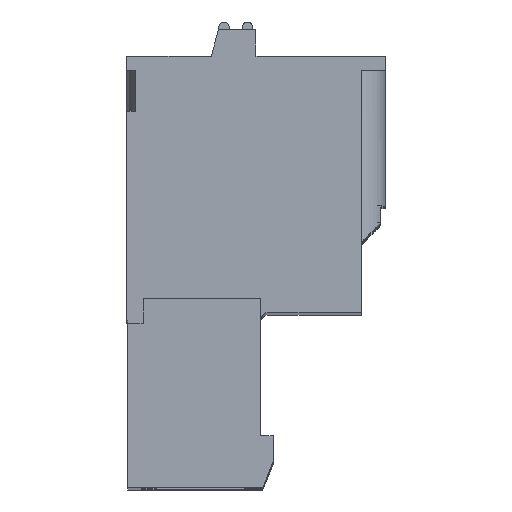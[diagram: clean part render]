
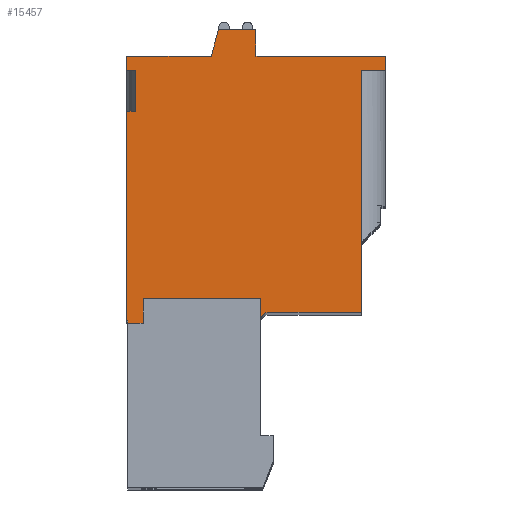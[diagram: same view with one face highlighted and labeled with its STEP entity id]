
A CAD part, top view. The second image highlights one B-rep face of the part: STEP entity #15457.
In plain terms, the highlighted planar face has unit normal (0, 0, 1).
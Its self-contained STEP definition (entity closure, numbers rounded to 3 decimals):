
#729=DIRECTION('',(0.,1.,0.));
#730=VECTOR('',#729,1.3);
#731=CARTESIAN_POINT('',(3.741,-4.022,2.5));
#732=LINE('',#731,#730);
#733=DIRECTION('',(-1.,0.,0.));
#734=VECTOR('',#733,6.8);
#735=CARTESIAN_POINT('',(3.741,-2.722,2.5));
#736=LINE('',#735,#734);
#737=DIRECTION('',(0.,-1.,0.));
#738=VECTOR('',#737,1.45);
#739=CARTESIAN_POINT('',(-3.059,-2.722,2.5));
#740=LINE('',#739,#738);
#741=DIRECTION('',(-1.,0.,0.));
#742=VECTOR('',#741,0.9);
#743=CARTESIAN_POINT('',(-3.059,-4.172,2.5));
#744=LINE('',#743,#742);
#745=DIRECTION('',(0.,-1.,0.));
#746=VECTOR('',#745,0.15);
#747=CARTESIAN_POINT('',(-3.959,-4.022,2.5));
#748=LINE('',#747,#746);
#749=DIRECTION('',(1.,0.,0.));
#750=VECTOR('',#749,0.05);
#751=CARTESIAN_POINT('',(-4.009,-4.022,2.5));
#752=LINE('',#751,#750);
#753=DIRECTION('',(0.,-1.,0.));
#754=VECTOR('',#753,12.15);
#755=CARTESIAN_POINT('',(-4.009,8.128,2.5));
#756=LINE('',#755,#754);
#757=DIRECTION('',(1.,0.,0.));
#758=VECTOR('',#757,0.5);
#759=CARTESIAN_POINT('',(-4.009,8.128,2.5));
#760=LINE('',#759,#758);
#761=DIRECTION('',(0.,-1.,0.));
#762=VECTOR('',#761,2.4);
#763=CARTESIAN_POINT('',(-3.509,10.528,2.5));
#764=LINE('',#763,#762);
#765=DIRECTION('',(1.,0.,0.));
#766=VECTOR('',#765,0.5);
#767=CARTESIAN_POINT('',(-4.009,10.528,2.5));
#768=LINE('',#767,#766);
#769=DIRECTION('',(0.,-1.,0.));
#770=VECTOR('',#769,0.8);
#771=CARTESIAN_POINT('',(-4.009,11.328,2.5));
#772=LINE('',#771,#770);
#773=DIRECTION('',(-1.,0.,0.));
#774=VECTOR('',#773,4.907);
#775=CARTESIAN_POINT('',(0.898,11.328,2.5));
#776=LINE('',#775,#774);
#777=DIRECTION('',(-0.259,-0.966,0.));
#778=VECTOR('',#777,1.605);
#779=CARTESIAN_POINT('',(1.313,12.878,2.5));
#780=LINE('',#779,#778);
#781=DIRECTION('',(-1.,0.,0.));
#782=VECTOR('',#781,2.178);
#783=CARTESIAN_POINT('',(3.491,12.878,2.5));
#784=LINE('',#783,#782);
#785=DIRECTION('',(0.,1.,0.));
#786=VECTOR('',#785,1.55);
#787=CARTESIAN_POINT('',(3.491,11.328,2.5));
#788=LINE('',#787,#786);
#789=DIRECTION('',(-1.,0.,0.));
#790=VECTOR('',#789,7.5);
#791=CARTESIAN_POINT('',(10.991,11.328,2.5));
#792=LINE('',#791,#790);
#793=DIRECTION('',(0.,1.,0.));
#794=VECTOR('',#793,0.8);
#795=CARTESIAN_POINT('',(10.991,10.528,2.5));
#796=LINE('',#795,#794);
#797=DIRECTION('',(-1.,0.,0.));
#798=VECTOR('',#797,1.4);
#799=CARTESIAN_POINT('',(10.991,10.528,2.5));
#800=LINE('',#799,#798);
#801=DIRECTION('',(1.,0.,0.));
#802=VECTOR('',#801,5.35);
#803=CARTESIAN_POINT('',(4.241,-3.522,2.5));
#804=LINE('',#803,#802);
#805=CARTESIAN_POINT('',(4.241,-4.022,2.5));
#806=DIRECTION('',(0.,0.,-1.));
#807=DIRECTION('',(-1.,0.,0.));
#808=AXIS2_PLACEMENT_3D('',#805,#806,#807);
#3768=DIRECTION('',(0.,1.,0.));
#3769=VECTOR('',#3768,14.05);
#3770=CARTESIAN_POINT('',(9.591,-3.522,2.5));
#3771=LINE('',#3770,#3769);
#11390=CARTESIAN_POINT('',(-4.009,-4.022,2.5));
#11391=CARTESIAN_POINT('',(-3.959,-4.022,2.5));
#11392=VERTEX_POINT('',#11390);
#11393=VERTEX_POINT('',#11391);
#11394=CARTESIAN_POINT('',(4.241,-3.522,2.5));
#11395=CARTESIAN_POINT('',(9.591,-3.522,2.5));
#11396=VERTEX_POINT('',#11394);
#11397=VERTEX_POINT('',#11395);
#11398=CARTESIAN_POINT('',(10.991,11.328,2.5));
#11399=CARTESIAN_POINT('',(3.491,11.328,2.5));
#11400=VERTEX_POINT('',#11398);
#11401=VERTEX_POINT('',#11399);
#11402=CARTESIAN_POINT('',(3.491,12.878,2.5));
#11403=VERTEX_POINT('',#11402);
#11404=CARTESIAN_POINT('',(1.313,12.878,2.5));
#11405=VERTEX_POINT('',#11404);
#11406=CARTESIAN_POINT('',(0.898,11.328,2.5));
#11407=VERTEX_POINT('',#11406);
#11408=CARTESIAN_POINT('',(-4.009,11.328,2.5));
#11409=VERTEX_POINT('',#11408);
#11414=CARTESIAN_POINT('',(10.991,10.528,2.5));
#11415=CARTESIAN_POINT('',(9.591,10.528,2.5));
#11416=VERTEX_POINT('',#11414);
#11417=VERTEX_POINT('',#11415);
#11532=CARTESIAN_POINT('',(3.741,-4.022,2.5));
#11533=CARTESIAN_POINT('',(3.741,-2.722,2.5));
#11534=VERTEX_POINT('',#11532);
#11535=VERTEX_POINT('',#11533);
#11536=CARTESIAN_POINT('',(-3.059,-2.722,2.5));
#11537=VERTEX_POINT('',#11536);
#11538=CARTESIAN_POINT('',(-3.059,-4.172,2.5));
#11539=VERTEX_POINT('',#11538);
#11540=CARTESIAN_POINT('',(-3.959,-4.172,2.5));
#11541=VERTEX_POINT('',#11540);
#11546=CARTESIAN_POINT('',(-4.009,10.528,2.5));
#11547=CARTESIAN_POINT('',(-3.509,10.528,2.5));
#11548=VERTEX_POINT('',#11546);
#11549=VERTEX_POINT('',#11547);
#11550=CARTESIAN_POINT('',(-4.009,8.128,2.5));
#11551=CARTESIAN_POINT('',(-3.509,8.128,2.5));
#11552=VERTEX_POINT('',#11550);
#11553=VERTEX_POINT('',#11551);
#15411=CARTESIAN_POINT('',(0.,0.,2.5));
#15412=DIRECTION('',(0.,0.,1.));
#15413=DIRECTION('',(1.,0.,0.));
#15414=AXIS2_PLACEMENT_3D('',#15411,#15412,#15413);
#15415=PLANE('',#15414);
#15416=ORIENTED_EDGE('',*,*,#15392,.T.);
#15418=ORIENTED_EDGE('',*,*,#15417,.T.);
#15420=ORIENTED_EDGE('',*,*,#15419,.T.);
#15422=ORIENTED_EDGE('',*,*,#15421,.T.);
#15423=ORIENTED_EDGE('',*,*,#14792,.F.);
#15425=ORIENTED_EDGE('',*,*,#15424,.F.);
#15427=ORIENTED_EDGE('',*,*,#15426,.F.);
#15429=ORIENTED_EDGE('',*,*,#15428,.T.);
#15431=ORIENTED_EDGE('',*,*,#15430,.F.);
#15433=ORIENTED_EDGE('',*,*,#15432,.F.);
#15435=ORIENTED_EDGE('',*,*,#15434,.F.);
#15437=ORIENTED_EDGE('',*,*,#15436,.F.);
#15439=ORIENTED_EDGE('',*,*,#15438,.F.);
#15441=ORIENTED_EDGE('',*,*,#15440,.F.);
#15443=ORIENTED_EDGE('',*,*,#15442,.F.);
#15445=ORIENTED_EDGE('',*,*,#15444,.F.);
#15447=ORIENTED_EDGE('',*,*,#15446,.F.);
#15449=ORIENTED_EDGE('',*,*,#15448,.T.);
#15451=ORIENTED_EDGE('',*,*,#15450,.F.);
#15453=ORIENTED_EDGE('',*,*,#15452,.F.);
#15454=ORIENTED_EDGE('',*,*,#15404,.F.);
#15455=EDGE_LOOP('',(#15416,#15418,#15420,#15422,#15423,#15425,#15427,#15429,
#15431,#15433,#15435,#15437,#15439,#15441,#15443,#15445,#15447,#15449,#15451,
#15453,#15454));
#15456=FACE_OUTER_BOUND('',#15455,.F.);
#809=CIRCLE('',#808,0.5);
#14792=EDGE_CURVE('',#11393,#11541,#748,.T.);
#15392=EDGE_CURVE('',#11534,#11535,#732,.T.);
#15404=EDGE_CURVE('',#11534,#11396,#809,.T.);
#15417=EDGE_CURVE('',#11535,#11537,#736,.T.);
#15419=EDGE_CURVE('',#11537,#11539,#740,.T.);
#15421=EDGE_CURVE('',#11539,#11541,#744,.T.);
#15424=EDGE_CURVE('',#11392,#11393,#752,.T.);
#15426=EDGE_CURVE('',#11552,#11392,#756,.T.);
#15428=EDGE_CURVE('',#11552,#11553,#760,.T.);
#15430=EDGE_CURVE('',#11549,#11553,#764,.T.);
#15432=EDGE_CURVE('',#11548,#11549,#768,.T.);
#15434=EDGE_CURVE('',#11409,#11548,#772,.T.);
#15436=EDGE_CURVE('',#11407,#11409,#776,.T.);
#15438=EDGE_CURVE('',#11405,#11407,#780,.T.);
#15440=EDGE_CURVE('',#11403,#11405,#784,.T.);
#15442=EDGE_CURVE('',#11401,#11403,#788,.T.);
#15444=EDGE_CURVE('',#11400,#11401,#792,.T.);
#15446=EDGE_CURVE('',#11416,#11400,#796,.T.);
#15448=EDGE_CURVE('',#11416,#11417,#800,.T.);
#15450=EDGE_CURVE('',#11397,#11417,#3771,.T.);
#15452=EDGE_CURVE('',#11396,#11397,#804,.T.);
#15457=ADVANCED_FACE('',(#15456),#15415,.T.);
